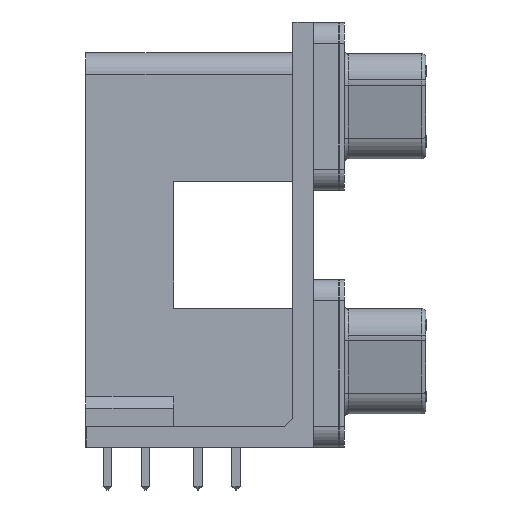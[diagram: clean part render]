
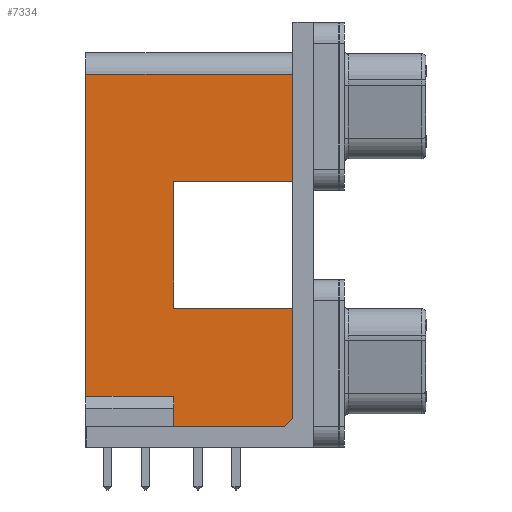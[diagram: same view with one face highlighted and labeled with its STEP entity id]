
A CAD part, left-side view. The second image highlights one B-rep face of the part: STEP entity #7334.
In plain terms, the highlighted planar face has unit normal (-1, 0, 0).
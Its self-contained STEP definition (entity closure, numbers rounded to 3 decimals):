
#4528 = VERTEX_POINT('',#4529);
#4529 = CARTESIAN_POINT('',(-12.96,-13.808,0.009));
#4535 = EDGE_CURVE('',#4528,#4536,#4538,.T.);
#4536 = VERTEX_POINT('',#4537);
#4537 = CARTESIAN_POINT('',(-12.96,-3.343,0.009));
#4538 = LINE('',#4539,#4540);
#4539 = CARTESIAN_POINT('',(-12.96,-41.73,0.009
    ));
#4540 = VECTOR('',#4541,1.);
#4541 = DIRECTION('',(0.,1.,0.));
#6411 = EDGE_CURVE('',#6412,#4536,#6414,.T.);
#6412 = VERTEX_POINT('',#6413);
#6413 = CARTESIAN_POINT('',(-12.96,-3.343,3.819));
#6414 = LINE('',#6415,#6416);
#6415 = CARTESIAN_POINT('',(-12.96,-3.343,0.009));
#6416 = VECTOR('',#6417,1.);
#6417 = DIRECTION('',(0.,0.,-1.));
#6508 = VERTEX_POINT('',#6509);
#6509 = CARTESIAN_POINT('',(-12.96,-3.343,10.423));
#6524 = VERTEX_POINT('',#6525);
#6525 = CARTESIAN_POINT('',(-12.96,-3.343,19.846));
#6531 = EDGE_CURVE('',#6508,#6524,#6532,.T.);
#6532 = LINE('',#6533,#6534);
#6533 = CARTESIAN_POINT('',(-12.96,-3.343,0.009));
#6534 = VECTOR('',#6535,1.);
#6535 = DIRECTION('',(0.,0.,1.));
#6899 = VERTEX_POINT('',#6900);
#6900 = CARTESIAN_POINT('',(-12.96,-13.808,19.846));
#6906 = EDGE_CURVE('',#6899,#6524,#6907,.T.);
#6907 = LINE('',#6908,#6909);
#6908 = CARTESIAN_POINT('',(-12.96,3.211,19.846));
#6909 = VECTOR('',#6910,1.);
#6910 = DIRECTION('',(0.,1.,0.));
#7139 = EDGE_CURVE('',#7140,#7142,#7144,.T.);
#7140 = VERTEX_POINT('',#7141);
#7141 = CARTESIAN_POINT('',(-12.96,3.211,27.885));
#7142 = VERTEX_POINT('',#7143);
#7143 = CARTESIAN_POINT('',(-12.96,3.211,3.819));
#7144 = LINE('',#7145,#7146);
#7145 = CARTESIAN_POINT('',(-12.96,3.211,29.473));
#7146 = VECTOR('',#7147,1.);
#7147 = DIRECTION('',(0.,0.,-1.));
#7274 = VERTEX_POINT('',#7275);
#7275 = CARTESIAN_POINT('',(-12.96,-13.808,27.885));
#7282 = EDGE_CURVE('',#7274,#6899,#7283,.T.);
#7283 = LINE('',#7284,#7285);
#7284 = CARTESIAN_POINT('',(-12.96,-13.808,29.473));
#7285 = VECTOR('',#7286,1.);
#7286 = DIRECTION('',(0.,0.,-1.));
#7334 = ADVANCED_FACE('',(#7335),#7369,.F.);
#7335 = FACE_BOUND('',#7336,.T.);
#7336 = EDGE_LOOP('',(#7337,#7338,#7344,#7345,#7351,#7352,#7353,#7361,
    #7367,#7368));
#7337 = ORIENTED_EDGE('',*,*,#7282,.F.);
#7338 = ORIENTED_EDGE('',*,*,#7339,.T.);
#7339 = EDGE_CURVE('',#7274,#7140,#7340,.T.);
#7340 = LINE('',#7341,#7342);
#7341 = CARTESIAN_POINT('',(-12.96,-25.976,27.885));
#7342 = VECTOR('',#7343,1.);
#7343 = DIRECTION('',(0.,1.,0.));
#7344 = ORIENTED_EDGE('',*,*,#7139,.T.);
#7345 = ORIENTED_EDGE('',*,*,#7346,.F.);
#7346 = EDGE_CURVE('',#6412,#7142,#7347,.T.);
#7347 = LINE('',#7348,#7349);
#7348 = CARTESIAN_POINT('',(-12.96,-7.279,3.819));
#7349 = VECTOR('',#7350,1.);
#7350 = DIRECTION('',(0.,1.,0.));
#7351 = ORIENTED_EDGE('',*,*,#6411,.T.);
#7352 = ORIENTED_EDGE('',*,*,#4535,.F.);
#7353 = ORIENTED_EDGE('',*,*,#7354,.F.);
#7354 = EDGE_CURVE('',#7355,#4528,#7357,.T.);
#7355 = VERTEX_POINT('',#7356);
#7356 = CARTESIAN_POINT('',(-12.96,-13.808,10.423));
#7357 = LINE('',#7358,#7359);
#7358 = CARTESIAN_POINT('',(-12.96,-13.808,0.009));
#7359 = VECTOR('',#7360,1.);
#7360 = DIRECTION('',(0.,0.,-1.));
#7361 = ORIENTED_EDGE('',*,*,#7362,.T.);
#7362 = EDGE_CURVE('',#7355,#6508,#7363,.T.);
#7363 = LINE('',#7364,#7365);
#7364 = CARTESIAN_POINT('',(-12.96,-41.73,10.423));
#7365 = VECTOR('',#7366,1.);
#7366 = DIRECTION('',(0.,1.,0.));
#7367 = ORIENTED_EDGE('',*,*,#6531,.T.);
#7368 = ORIENTED_EDGE('',*,*,#6906,.F.);
#7369 = PLANE('',#7370);
#7370 = AXIS2_PLACEMENT_3D('',#7371,#7372,#7373);
#7371 = CARTESIAN_POINT('',(-12.96,-25.976,29.473));
#7372 = DIRECTION('',(1.,0.,0.));
#7373 = DIRECTION('',(0.,1.,0.));
